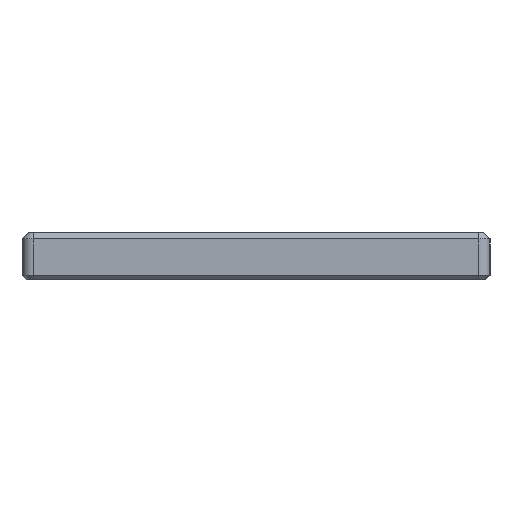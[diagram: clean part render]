
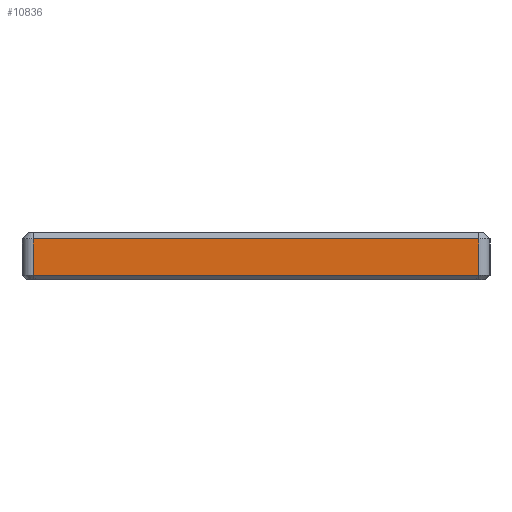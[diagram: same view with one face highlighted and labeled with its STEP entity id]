
A CAD part, left-side view. The second image highlights one B-rep face of the part: STEP entity #10836.
In plain terms, the highlighted planar face has unit normal (-1, 0, 0).
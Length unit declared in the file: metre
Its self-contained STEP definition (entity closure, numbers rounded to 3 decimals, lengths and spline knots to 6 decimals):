
#3768=ORIENTED_EDGE('',*,*,#5472,.T.);
#3769=ORIENTED_EDGE('',*,*,#5473,.T.);
#3770=ORIENTED_EDGE('',*,*,#5474,.T.);
#3771=ORIENTED_EDGE('',*,*,#5475,.T.);
#5472=EDGE_CURVE('',#6560,#6561,#7608,.F.);
#5473=EDGE_CURVE('',#6561,#6562,#7609,.T.);
#5474=EDGE_CURVE('',#6562,#6563,#7610,.T.);
#5475=EDGE_CURVE('',#6563,#6560,#7611,.T.);
#6560=VERTEX_POINT('',#18166);
#6561=VERTEX_POINT('',#18167);
#6562=VERTEX_POINT('',#18169);
#6563=VERTEX_POINT('',#18171);
#7608=LINE('',#18165,#8664);
#7609=LINE('',#18168,#8665);
#7610=LINE('',#18170,#8666);
#7611=LINE('',#18172,#8667);
#8664=VECTOR('',#14957,1.);
#8665=VECTOR('',#14958,1.);
#8666=VECTOR('',#14959,1.);
#8667=VECTOR('',#14960,1.);
#9332=EDGE_LOOP('',(#3768,#3769,#3770,#3771));
#10006=FACE_BOUND('',#9332,.T.);
#10320=PLANE('',#11889);
#10836=ADVANCED_FACE('',(#10006),#10320,.T.);
#11889=AXIS2_PLACEMENT_3D('',#18164,#14955,#14956);
#14955=DIRECTION('',(-1.,0.,0.));
#14956=DIRECTION('',(0.,0.,1.));
#14957=DIRECTION('',(0.,0.,1.));
#14958=DIRECTION('',(0.,-1.,0.));
#14959=DIRECTION('',(0.,0.,1.));
#14960=DIRECTION('',(0.,1.,0.));
#18164=CARTESIAN_POINT('',(-0.118,0.,-0.0105));
#18165=CARTESIAN_POINT('',(-0.118,0.049,-0.0105));
#18166=CARTESIAN_POINT('',(-0.118,0.049,-0.0015));
#18167=CARTESIAN_POINT('',(-0.118,0.049,-0.0095));
#18168=CARTESIAN_POINT('',(-0.118,-0.049,-0.0095));
#18169=CARTESIAN_POINT('',(-0.118,-0.049,-0.0095));
#18170=CARTESIAN_POINT('',(-0.118,-0.049,0.));
#18171=CARTESIAN_POINT('',(-0.118,-0.049,-0.0015));
#18172=CARTESIAN_POINT('',(-0.118,0.,-0.0015));
